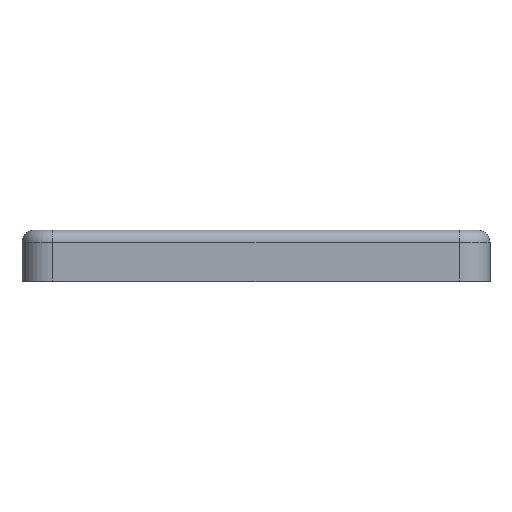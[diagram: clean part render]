
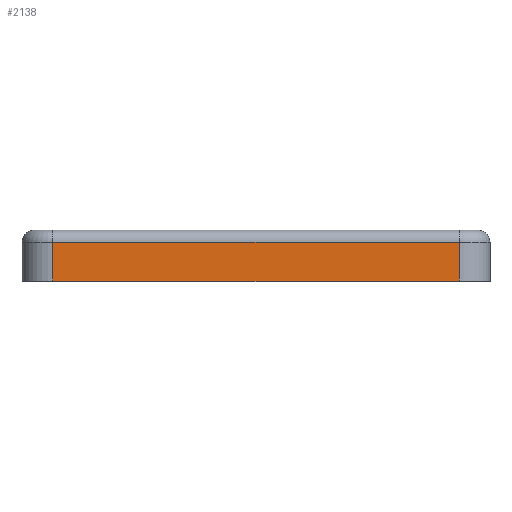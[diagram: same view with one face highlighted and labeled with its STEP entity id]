
A CAD part, top view. The second image highlights one B-rep face of the part: STEP entity #2138.
In plain terms, the highlighted planar face has unit normal (0, 0, 1).
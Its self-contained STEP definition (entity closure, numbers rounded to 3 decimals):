
#8 = DIRECTION ( 'NONE',  ( 0., 0., 1. ) ) ;
#32 = DIRECTION ( 'NONE',  ( 1., 0., 0. ) ) ;
#114 = AXIS2_PLACEMENT_3D ( 'NONE', #1673, #8, #1045 ) ;
#262 = CARTESIAN_POINT ( 'NONE',  ( -13.15, -3.3, 16.9 ) ) ;
#450 = FACE_OUTER_BOUND ( 'NONE', #2374, .T. ) ;
#513 = CARTESIAN_POINT ( 'NONE',  ( -13.15, 0., 16.9 ) ) ;
#557 = VERTEX_POINT ( 'NONE', #262 ) ;
#604 = EDGE_CURVE ( 'NONE', #557, #2151, #1257, .T. ) ;
#642 = VECTOR ( 'NONE', #887, 1000. ) ;
#657 = CARTESIAN_POINT ( 'NONE',  ( -13.15, -0.8, 16.9 ) ) ;
#806 = LINE ( 'NONE', #657, #1614 ) ;
#845 = CARTESIAN_POINT ( 'NONE',  ( -13.15, -0.8, 16.9 ) ) ;
#887 = DIRECTION ( 'NONE',  ( 0., -1., 0. ) ) ;
#938 = CARTESIAN_POINT ( 'NONE',  ( 13.15, 0., 16.9 ) ) ;
#1019 = ORIENTED_EDGE ( 'NONE', *, *, #604, .T. ) ;
#1045 = DIRECTION ( 'NONE',  ( 1., 0., 0. ) ) ;
#1064 = CARTESIAN_POINT ( 'NONE',  ( 13.15, -0.8, 16.9 ) ) ;
#1084 = ORIENTED_EDGE ( 'NONE', *, *, #1662, .T. ) ;
#1135 = EDGE_CURVE ( 'NONE', #2177, #2151, #1641, .T. ) ;
#1197 = LINE ( 'NONE', #513, #642 ) ;
#1257 = LINE ( 'NONE', #2176, #2353 ) ;
#1273 = CARTESIAN_POINT ( 'NONE',  ( 13.15, -3.3, 16.9 ) ) ;
#1450 = EDGE_CURVE ( 'NONE', #2194, #2177, #806, .T. ) ;
#1614 = VECTOR ( 'NONE', #32, 1000. ) ;
#1641 = LINE ( 'NONE', #938, #1704 ) ;
#1662 = EDGE_CURVE ( 'NONE', #2194, #557, #1197, .T. ) ;
#1673 = CARTESIAN_POINT ( 'NONE',  ( -13.15, 0., 16.9 ) ) ;
#1704 = VECTOR ( 'NONE', #2596, 1000. ) ;
#2138 = ADVANCED_FACE ( 'NONE', ( #450 ), #2304, .T. ) ;
#2151 = VERTEX_POINT ( 'NONE', #1273 ) ;
#2176 = CARTESIAN_POINT ( 'NONE',  ( -13.15, -3.3, 16.9 ) ) ;
#2177 = VERTEX_POINT ( 'NONE', #1064 ) ;
#2194 = VERTEX_POINT ( 'NONE', #845 ) ;
#2304 = PLANE ( 'NONE',  #114 ) ;
#2307 = ORIENTED_EDGE ( 'NONE', *, *, #1135, .F. ) ;
#2353 = VECTOR ( 'NONE', #2360, 1000. ) ;
#2360 = DIRECTION ( 'NONE',  ( 1., 0., 0. ) ) ;
#2374 = EDGE_LOOP ( 'NONE', ( #1019, #2307, #2394, #1084 ) ) ;
#2394 = ORIENTED_EDGE ( 'NONE', *, *, #1450, .F. ) ;
#2596 = DIRECTION ( 'NONE',  ( 0., -1., 0. ) ) ;
